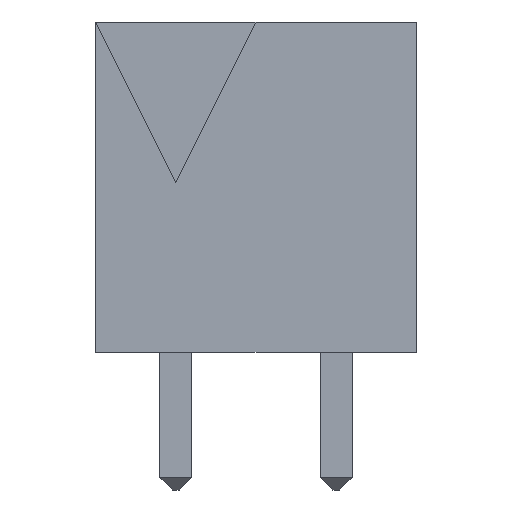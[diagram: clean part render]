
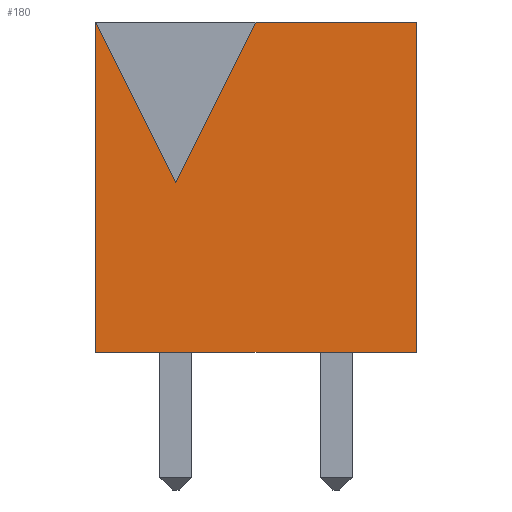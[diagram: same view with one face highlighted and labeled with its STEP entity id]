
A CAD part, front view. The second image highlights one B-rep face of the part: STEP entity #180.
In plain terms, the highlighted planar face has unit normal (0, -1, 0).
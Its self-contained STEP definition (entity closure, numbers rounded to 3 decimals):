
#36 = EDGE_CURVE('',#37,#39,#41,.T.);
#37 = VERTEX_POINT('',#38);
#38 = CARTESIAN_POINT('',(-2.5,-3.9,0.));
#39 = VERTEX_POINT('',#40);
#40 = CARTESIAN_POINT('',(-2.5,-3.9,10.3));
#41 = SURFACE_CURVE('',#42,(#46,#58),.PCURVE_S1.);
#42 = LINE('',#43,#44);
#43 = CARTESIAN_POINT('',(-2.5,-3.9,0.));
#44 = VECTOR('',#45,1.);
#45 = DIRECTION('',(0.,0.,1.));
#46 = PCURVE('',#47,#52);
#47 = PLANE('',#48);
#48 = AXIS2_PLACEMENT_3D('',#49,#50,#51);
#49 = CARTESIAN_POINT('',(-2.5,-3.9,0.));
#50 = DIRECTION('',(1.,0.,0.));
#51 = DIRECTION('',(0.,0.,1.));
#52 = DEFINITIONAL_REPRESENTATION('',(#53),#57);
#53 = LINE('',#54,#55);
#54 = CARTESIAN_POINT('',(0.,0.));
#55 = VECTOR('',#56,1.);
#56 = DIRECTION('',(1.,0.));
#57 = ( GEOMETRIC_REPRESENTATION_CONTEXT(2) 
PARAMETRIC_REPRESENTATION_CONTEXT() REPRESENTATION_CONTEXT('2D SPACE',''
  ) );
#58 = PCURVE('',#59,#64);
#59 = PLANE('',#60);
#60 = AXIS2_PLACEMENT_3D('',#61,#62,#63);
#61 = CARTESIAN_POINT('',(-2.5,-3.9,0.));
#62 = DIRECTION('',(0.,1.,0.));
#63 = DIRECTION('',(0.,0.,1.));
#64 = DEFINITIONAL_REPRESENTATION('',(#65),#69);
#65 = LINE('',#66,#67);
#66 = CARTESIAN_POINT('',(0.,0.));
#67 = VECTOR('',#68,1.);
#68 = DIRECTION('',(1.,0.));
#69 = ( GEOMETRIC_REPRESENTATION_CONTEXT(2) 
PARAMETRIC_REPRESENTATION_CONTEXT() REPRESENTATION_CONTEXT('2D SPACE',''
  ) );
#87 = PLANE('',#88);
#88 = AXIS2_PLACEMENT_3D('',#89,#90,#91);
#89 = CARTESIAN_POINT('',(-2.5,-3.9,0.));
#90 = DIRECTION('',(0.,0.,1.));
#91 = DIRECTION('',(1.,0.,0.));
#143 = PLANE('',#144);
#144 = AXIS2_PLACEMENT_3D('',#145,#146,#147);
#145 = CARTESIAN_POINT('',(-2.5,-3.9,10.3));
#146 = DIRECTION('',(0.,0.,1.));
#147 = DIRECTION('',(1.,0.,0.));
#169 = PLANE('',#170);
#170 = AXIS2_PLACEMENT_3D('',#171,#172,#173);
#171 = CARTESIAN_POINT('',(-2.5,-3.9,10.3));
#172 = DIRECTION('',(-0.894,0.,-0.447));
#173 = DIRECTION('',(0.447,0.,-0.894));
#180 = ADVANCED_FACE('',(#181),#59,.F.);
#181 = FACE_BOUND('',#182,.F.);
#182 = EDGE_LOOP('',(#183,#213,#234,#235,#258,#286));
#183 = ORIENTED_EDGE('',*,*,#184,.F.);
#184 = EDGE_CURVE('',#185,#187,#189,.T.);
#185 = VERTEX_POINT('',#186);
#186 = CARTESIAN_POINT('',(7.5,-3.9,0.));
#187 = VERTEX_POINT('',#188);
#188 = CARTESIAN_POINT('',(7.5,-3.9,10.3));
#189 = SURFACE_CURVE('',#190,(#194,#201),.PCURVE_S1.);
#190 = LINE('',#191,#192);
#191 = CARTESIAN_POINT('',(7.5,-3.9,0.));
#192 = VECTOR('',#193,1.);
#193 = DIRECTION('',(0.,0.,1.));
#194 = PCURVE('',#59,#195);
#195 = DEFINITIONAL_REPRESENTATION('',(#196),#200);
#196 = LINE('',#197,#198);
#197 = CARTESIAN_POINT('',(0.,10.));
#198 = VECTOR('',#199,1.);
#199 = DIRECTION('',(1.,0.));
#200 = ( GEOMETRIC_REPRESENTATION_CONTEXT(2) 
PARAMETRIC_REPRESENTATION_CONTEXT() REPRESENTATION_CONTEXT('2D SPACE',''
  ) );
#201 = PCURVE('',#202,#207);
#202 = PLANE('',#203);
#203 = AXIS2_PLACEMENT_3D('',#204,#205,#206);
#204 = CARTESIAN_POINT('',(7.5,-3.9,0.));
#205 = DIRECTION('',(1.,0.,0.));
#206 = DIRECTION('',(0.,0.,1.));
#207 = DEFINITIONAL_REPRESENTATION('',(#208),#212);
#208 = LINE('',#209,#210);
#209 = CARTESIAN_POINT('',(0.,0.));
#210 = VECTOR('',#211,1.);
#211 = DIRECTION('',(1.,0.));
#212 = ( GEOMETRIC_REPRESENTATION_CONTEXT(2) 
PARAMETRIC_REPRESENTATION_CONTEXT() REPRESENTATION_CONTEXT('2D SPACE',''
  ) );
#213 = ORIENTED_EDGE('',*,*,#214,.F.);
#214 = EDGE_CURVE('',#37,#185,#215,.T.);
#215 = SURFACE_CURVE('',#216,(#220,#227),.PCURVE_S1.);
#216 = LINE('',#217,#218);
#217 = CARTESIAN_POINT('',(-2.5,-3.9,0.));
#218 = VECTOR('',#219,1.);
#219 = DIRECTION('',(1.,0.,0.));
#220 = PCURVE('',#59,#221);
#221 = DEFINITIONAL_REPRESENTATION('',(#222),#226);
#222 = LINE('',#223,#224);
#223 = CARTESIAN_POINT('',(0.,0.));
#224 = VECTOR('',#225,1.);
#225 = DIRECTION('',(0.,1.));
#226 = ( GEOMETRIC_REPRESENTATION_CONTEXT(2) 
PARAMETRIC_REPRESENTATION_CONTEXT() REPRESENTATION_CONTEXT('2D SPACE',''
  ) );
#227 = PCURVE('',#87,#228);
#228 = DEFINITIONAL_REPRESENTATION('',(#229),#233);
#229 = LINE('',#230,#231);
#230 = CARTESIAN_POINT('',(0.,0.));
#231 = VECTOR('',#232,1.);
#232 = DIRECTION('',(1.,0.));
#233 = ( GEOMETRIC_REPRESENTATION_CONTEXT(2) 
PARAMETRIC_REPRESENTATION_CONTEXT() REPRESENTATION_CONTEXT('2D SPACE',''
  ) );
#234 = ORIENTED_EDGE('',*,*,#36,.T.);
#235 = ORIENTED_EDGE('',*,*,#236,.T.);
#236 = EDGE_CURVE('',#39,#237,#239,.T.);
#237 = VERTEX_POINT('',#238);
#238 = CARTESIAN_POINT('',(0.,-3.9,5.3));
#239 = SURFACE_CURVE('',#240,(#244,#251),.PCURVE_S1.);
#240 = LINE('',#241,#242);
#241 = CARTESIAN_POINT('',(-2.5,-3.9,10.3));
#242 = VECTOR('',#243,1.);
#243 = DIRECTION('',(0.447,0.,-0.894));
#244 = PCURVE('',#59,#245);
#245 = DEFINITIONAL_REPRESENTATION('',(#246),#250);
#246 = LINE('',#247,#248);
#247 = CARTESIAN_POINT('',(10.3,0.));
#248 = VECTOR('',#249,1.);
#249 = DIRECTION('',(-0.894,0.447));
#250 = ( GEOMETRIC_REPRESENTATION_CONTEXT(2) 
PARAMETRIC_REPRESENTATION_CONTEXT() REPRESENTATION_CONTEXT('2D SPACE',''
  ) );
#251 = PCURVE('',#169,#252);
#252 = DEFINITIONAL_REPRESENTATION('',(#253),#257);
#253 = LINE('',#254,#255);
#254 = CARTESIAN_POINT('',(0.,0.));
#255 = VECTOR('',#256,1.);
#256 = DIRECTION('',(1.,0.));
#257 = ( GEOMETRIC_REPRESENTATION_CONTEXT(2) 
PARAMETRIC_REPRESENTATION_CONTEXT() REPRESENTATION_CONTEXT('2D SPACE',''
  ) );
#258 = ORIENTED_EDGE('',*,*,#259,.F.);
#259 = EDGE_CURVE('',#260,#237,#262,.T.);
#260 = VERTEX_POINT('',#261);
#261 = CARTESIAN_POINT('',(2.5,-3.9,10.3));
#262 = SURFACE_CURVE('',#263,(#267,#274),.PCURVE_S1.);
#263 = LINE('',#264,#265);
#264 = CARTESIAN_POINT('',(2.5,-3.9,10.3));
#265 = VECTOR('',#266,1.);
#266 = DIRECTION('',(-0.447,0.,-0.894));
#267 = PCURVE('',#59,#268);
#268 = DEFINITIONAL_REPRESENTATION('',(#269),#273);
#269 = LINE('',#270,#271);
#270 = CARTESIAN_POINT('',(10.3,5.));
#271 = VECTOR('',#272,1.);
#272 = DIRECTION('',(-0.894,-0.447));
#273 = ( GEOMETRIC_REPRESENTATION_CONTEXT(2) 
PARAMETRIC_REPRESENTATION_CONTEXT() REPRESENTATION_CONTEXT('2D SPACE',''
  ) );
#274 = PCURVE('',#275,#280);
#275 = PLANE('',#276);
#276 = AXIS2_PLACEMENT_3D('',#277,#278,#279);
#277 = CARTESIAN_POINT('',(2.5,-3.9,10.3));
#278 = DIRECTION('',(-0.894,0.,0.447));
#279 = DIRECTION('',(-0.447,0.,-0.894));
#280 = DEFINITIONAL_REPRESENTATION('',(#281),#285);
#281 = LINE('',#282,#283);
#282 = CARTESIAN_POINT('',(-0.,0.));
#283 = VECTOR('',#284,1.);
#284 = DIRECTION('',(1.,0.));
#285 = ( GEOMETRIC_REPRESENTATION_CONTEXT(2) 
PARAMETRIC_REPRESENTATION_CONTEXT() REPRESENTATION_CONTEXT('2D SPACE',''
  ) );
#286 = ORIENTED_EDGE('',*,*,#287,.T.);
#287 = EDGE_CURVE('',#260,#187,#288,.T.);
#288 = SURFACE_CURVE('',#289,(#293,#300),.PCURVE_S1.);
#289 = LINE('',#290,#291);
#290 = CARTESIAN_POINT('',(-2.5,-3.9,10.3));
#291 = VECTOR('',#292,1.);
#292 = DIRECTION('',(1.,0.,0.));
#293 = PCURVE('',#59,#294);
#294 = DEFINITIONAL_REPRESENTATION('',(#295),#299);
#295 = LINE('',#296,#297);
#296 = CARTESIAN_POINT('',(10.3,0.));
#297 = VECTOR('',#298,1.);
#298 = DIRECTION('',(0.,1.));
#299 = ( GEOMETRIC_REPRESENTATION_CONTEXT(2) 
PARAMETRIC_REPRESENTATION_CONTEXT() REPRESENTATION_CONTEXT('2D SPACE',''
  ) );
#300 = PCURVE('',#143,#301);
#301 = DEFINITIONAL_REPRESENTATION('',(#302),#306);
#302 = LINE('',#303,#304);
#303 = CARTESIAN_POINT('',(0.,0.));
#304 = VECTOR('',#305,1.);
#305 = DIRECTION('',(1.,0.));
#306 = ( GEOMETRIC_REPRESENTATION_CONTEXT(2) 
PARAMETRIC_REPRESENTATION_CONTEXT() REPRESENTATION_CONTEXT('2D SPACE',''
  ) );
